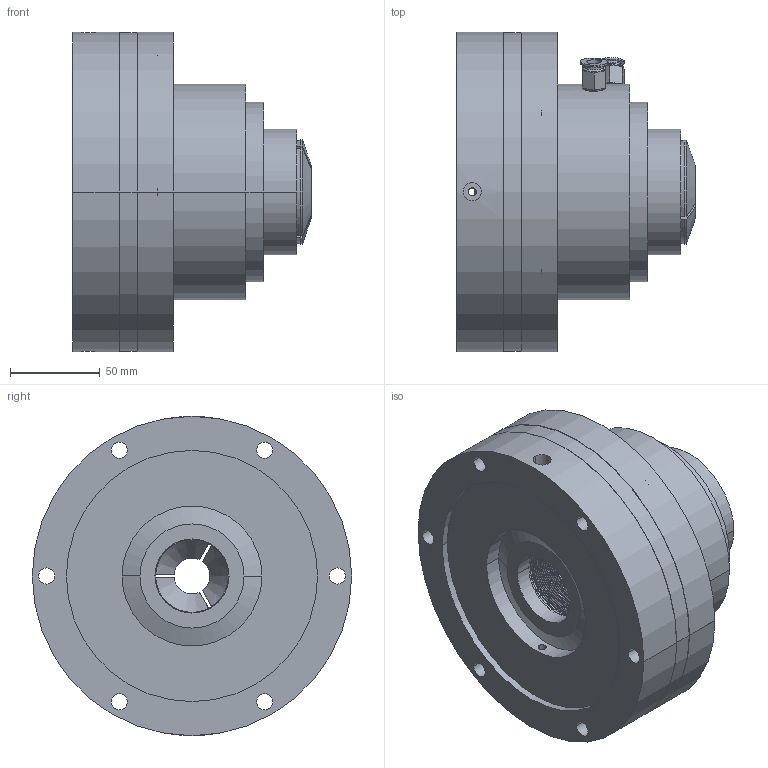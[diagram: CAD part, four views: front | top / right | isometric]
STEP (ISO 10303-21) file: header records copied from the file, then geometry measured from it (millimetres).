
FILE_DESCRIPTION (( 'STEP AP214' ), '1' );
FILE_NAME ('GHP-16C+16C.STEP', '2025-02-24T07:42:42', ( '' ), ( '' ), 'SwSTEP 2.0', 'SolidWorks 2023', '' );
FILE_SCHEMA (( 'AUTOMOTIVE_DESIGN' ));
Length unit declared in the file: millimetre
Products named in the file (3): GHP-16C; 16C; GHP-16C+16C
Assembly tree (2 placements, depth 2):
  GHP-16C+16C
    GHP-16C
    16C
Bounding box: 133 x 178 x 178 mm (x, y, z)
Volume: 1758271.8 mm3; surface area: 178166.9 mm2
Topology: 4 solids, 4 shells, 741 faces, 1922 edges, 1190 vertices
Faces by surface type: plane 317, bspline 192, cylinder 189, cone 32, torus 11
Full cylindrical faces by diameter (mm): 40.5 x1, 47 x1
Entity records: 67142 total; most frequent: CARTESIAN_POINT 44044, ORIENTED_EDGE 3710, DIRECTION 2667, EDGE_CURVE 1855, VERTEX_POINT 1186, VECTOR 951, LINE 951, AXIS2_PLACEMENT_3D 858
